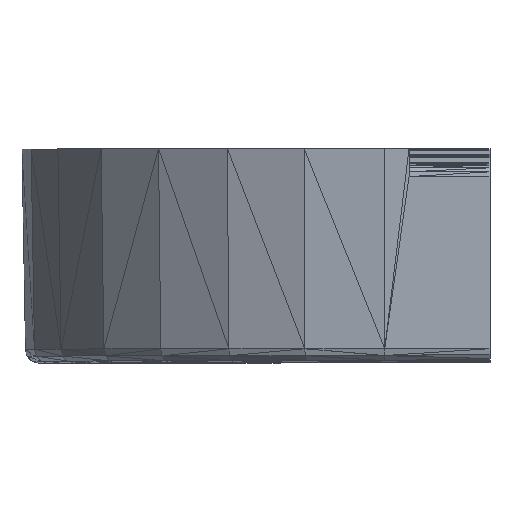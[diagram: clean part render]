
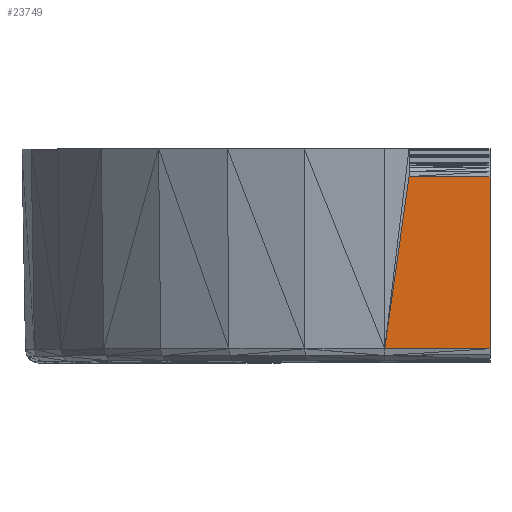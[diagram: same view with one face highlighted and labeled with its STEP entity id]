
A CAD part, top view. The second image highlights one B-rep face of the part: STEP entity #23749.
In plain terms, the highlighted planar face has unit normal (0, -0.018, 1).
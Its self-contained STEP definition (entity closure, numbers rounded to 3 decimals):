
#2211 = PLANE('',#2212);
#2212 = AXIS2_PLACEMENT_3D('',#2213,#2214,#2215);
#2213 = CARTESIAN_POINT('',(100.5,-9.185,0.022));
#2214 = DIRECTION('',(1.,0.,0.));
#2215 = DIRECTION('',(0.,1.,0.));
#5887 = VERTEX_POINT('',#5888);
#5888 = CARTESIAN_POINT('',(70.438,-28.21,
    32.229));
#5973 = PLANE('',#5974);
#5974 = AXIS2_PLACEMENT_3D('',#5975,#5976,#5977);
#5975 = CARTESIAN_POINT('',(74.152,0.343,
    32.727));
#5976 = DIRECTION('',(0.,-0.017,
    1.));
#5977 = DIRECTION('',(0.,1.,0.017));
#5990 = EDGE_CURVE('',#5887,#5991,#5993,.T.);
#5991 = VERTEX_POINT('',#5992);
#5992 = CARTESIAN_POINT('',(77.385,20.951,
    33.087));
#5993 = SURFACE_CURVE('',#5994,(#5998,#6005),.PCURVE_S1.);
#5994 = LINE('',#5995,#5996);
#5995 = CARTESIAN_POINT('',(70.438,-28.21,
    32.229));
#5996 = VECTOR('',#5997,1.);
#5997 = DIRECTION('',(0.14,0.99,0.017));
#5998 = PCURVE('',#5973,#5999);
#5999 = DEFINITIONAL_REPRESENTATION('',(#6000),#6004);
#6000 = LINE('',#6001,#6002);
#6001 = CARTESIAN_POINT('',(-28.557,3.714));
#6002 = VECTOR('',#6003,1.);
#6003 = DIRECTION('',(0.99,-0.14));
#6004 = ( GEOMETRIC_REPRESENTATION_CONTEXT(2) 
PARAMETRIC_REPRESENTATION_CONTEXT() REPRESENTATION_CONTEXT('2D SPACE',''
  ) );
#6005 = PCURVE('',#6006,#6011);
#6006 = PLANE('',#6007);
#6007 = AXIS2_PLACEMENT_3D('',#6008,#6009,#6010);
#6008 = CARTESIAN_POINT('',(87.084,-4.753,
    32.638));
#6009 = DIRECTION('',(0.,-0.017,
    1.));
#6010 = DIRECTION('',(0.,1.,0.017));
#6011 = DEFINITIONAL_REPRESENTATION('',(#6012),#6016);
#6012 = LINE('',#6013,#6014);
#6013 = CARTESIAN_POINT('',(-23.461,16.646));
#6014 = VECTOR('',#6015,1.);
#6015 = DIRECTION('',(0.99,-0.14));
#6016 = ( GEOMETRIC_REPRESENTATION_CONTEXT(2) 
PARAMETRIC_REPRESENTATION_CONTEXT() REPRESENTATION_CONTEXT('2D SPACE',''
  ) );
#8342 = PLANE('',#8343);
#8343 = AXIS2_PLACEMENT_3D('',#8344,#8345,#8346);
#8344 = CARTESIAN_POINT('',(84.981,-28.713,
    32.089));
#8345 = DIRECTION('',(0.,-0.268,0.963
    ));
#8346 = DIRECTION('',(0.,0.963,0.268));
#8358 = VERTEX_POINT('',#8359);
#8359 = CARTESIAN_POINT('',(100.5,-28.21,32.229));
#8878 = EDGE_CURVE('',#5887,#8358,#8879,.T.);
#8879 = SURFACE_CURVE('',#8880,(#8884,#8891),.PCURVE_S1.);
#8880 = LINE('',#8881,#8882);
#8881 = CARTESIAN_POINT('',(70.438,-28.21,
    32.229));
#8882 = VECTOR('',#8883,1.);
#8883 = DIRECTION('',(1.,0.,0.));
#8884 = PCURVE('',#8342,#8885);
#8885 = DEFINITIONAL_REPRESENTATION('',(#8886),#8890);
#8886 = LINE('',#8887,#8888);
#8887 = CARTESIAN_POINT('',(0.522,14.543));
#8888 = VECTOR('',#8889,1.);
#8889 = DIRECTION('',(0.,-1.));
#8890 = ( GEOMETRIC_REPRESENTATION_CONTEXT(2) 
PARAMETRIC_REPRESENTATION_CONTEXT() REPRESENTATION_CONTEXT('2D SPACE',''
  ) );
#8891 = PCURVE('',#6006,#8892);
#8892 = DEFINITIONAL_REPRESENTATION('',(#8893),#8897);
#8893 = LINE('',#8894,#8895);
#8894 = CARTESIAN_POINT('',(-23.461,16.646));
#8895 = VECTOR('',#8896,1.);
#8896 = DIRECTION('',(0.,-1.));
#8897 = ( GEOMETRIC_REPRESENTATION_CONTEXT(2) 
PARAMETRIC_REPRESENTATION_CONTEXT() REPRESENTATION_CONTEXT('2D SPACE',''
  ) );
#10585 = VERTEX_POINT('',#10586);
#10586 = CARTESIAN_POINT('',(100.5,20.951,33.087));
#10600 = PLANE('',#10601);
#10601 = AXIS2_PLACEMENT_3D('',#10602,#10603,#10604);
#10602 = CARTESIAN_POINT('',(89.276,21.299,
    33.024));
#10603 = DIRECTION('',(0.,0.179,0.984
    ));
#10604 = DIRECTION('',(0.,0.984,
    -0.179));
#10612 = EDGE_CURVE('',#10585,#8358,#10613,.T.);
#10613 = SURFACE_CURVE('',#10614,(#10618,#10625),.PCURVE_S1.);
#10614 = LINE('',#10615,#10616);
#10615 = CARTESIAN_POINT('',(100.5,20.951,33.087));
#10616 = VECTOR('',#10617,1.);
#10617 = DIRECTION('',(0.,-1.,-0.017));
#10618 = PCURVE('',#2211,#10619);
#10619 = DEFINITIONAL_REPRESENTATION('',(#10620),#10624);
#10620 = LINE('',#10621,#10622);
#10621 = CARTESIAN_POINT('',(30.136,33.065));
#10622 = VECTOR('',#10623,1.);
#10623 = DIRECTION('',(-1.,-0.017));
#10624 = ( GEOMETRIC_REPRESENTATION_CONTEXT(2) 
PARAMETRIC_REPRESENTATION_CONTEXT() REPRESENTATION_CONTEXT('2D SPACE',''
  ) );
#10625 = PCURVE('',#6006,#10626);
#10626 = DEFINITIONAL_REPRESENTATION('',(#10627),#10631);
#10627 = LINE('',#10628,#10629);
#10628 = CARTESIAN_POINT('',(25.708,-13.416));
#10629 = VECTOR('',#10630,1.);
#10630 = DIRECTION('',(-1.,0.));
#10631 = ( GEOMETRIC_REPRESENTATION_CONTEXT(2) 
PARAMETRIC_REPRESENTATION_CONTEXT() REPRESENTATION_CONTEXT('2D SPACE',''
  ) );
#11744 = EDGE_CURVE('',#5991,#10585,#11745,.T.);
#11745 = SURFACE_CURVE('',#11746,(#11750,#11757),.PCURVE_S1.);
#11746 = LINE('',#11747,#11748);
#11747 = CARTESIAN_POINT('',(77.385,20.951,
    33.087));
#11748 = VECTOR('',#11749,1.);
#11749 = DIRECTION('',(1.,0.,0.));
#11750 = PCURVE('',#10600,#11751);
#11751 = DEFINITIONAL_REPRESENTATION('',(#11752),#11756);
#11752 = LINE('',#11753,#11754);
#11753 = CARTESIAN_POINT('',(-0.354,11.891));
#11754 = VECTOR('',#11755,1.);
#11755 = DIRECTION('',(0.,-1.));
#11756 = ( GEOMETRIC_REPRESENTATION_CONTEXT(2) 
PARAMETRIC_REPRESENTATION_CONTEXT() REPRESENTATION_CONTEXT('2D SPACE',''
  ) );
#11757 = PCURVE('',#6006,#11758);
#11758 = DEFINITIONAL_REPRESENTATION('',(#11759),#11763);
#11759 = LINE('',#11760,#11761);
#11760 = CARTESIAN_POINT('',(25.708,9.699));
#11761 = VECTOR('',#11762,1.);
#11762 = DIRECTION('',(0.,-1.));
#11763 = ( GEOMETRIC_REPRESENTATION_CONTEXT(2) 
PARAMETRIC_REPRESENTATION_CONTEXT() REPRESENTATION_CONTEXT('2D SPACE',''
  ) );
#23749 = ADVANCED_FACE('',(#23750),#6006,.T.);
#23750 = FACE_BOUND('',#23751,.T.);
#23751 = EDGE_LOOP('',(#23752,#23753,#23754,#23755));
#23752 = ORIENTED_EDGE('',*,*,#8878,.T.);
#23753 = ORIENTED_EDGE('',*,*,#10612,.F.);
#23754 = ORIENTED_EDGE('',*,*,#11744,.F.);
#23755 = ORIENTED_EDGE('',*,*,#5990,.F.);
